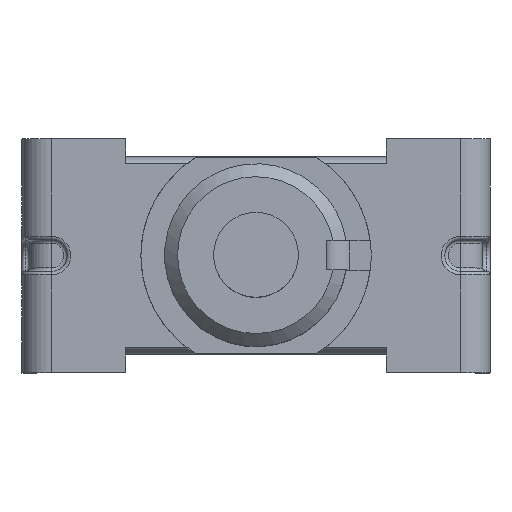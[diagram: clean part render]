
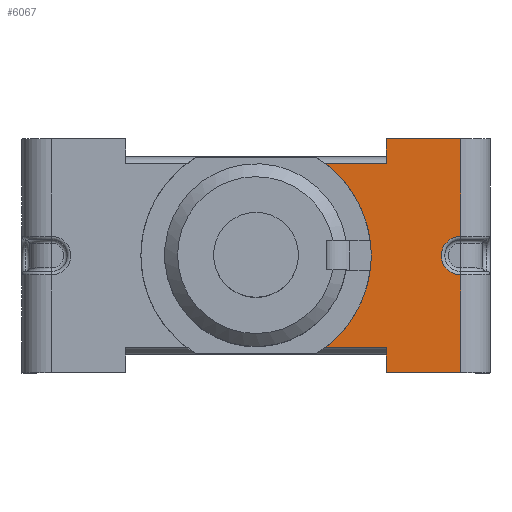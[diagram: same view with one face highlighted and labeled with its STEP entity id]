
A CAD part, top view. The second image highlights one B-rep face of the part: STEP entity #6067.
In plain terms, the highlighted planar face has unit normal (0, 0, 1).
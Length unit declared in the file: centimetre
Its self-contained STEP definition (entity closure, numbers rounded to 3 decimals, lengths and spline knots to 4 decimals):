
#157=PLANE('',#6519);
#420=FACE_OUTER_BOUND('',#789,.T.);
#789=EDGE_LOOP('',(#4500,#4501,#4502,#4503,#4504,#4505,#4506,#4507,#4508,
#4509));
#1240=LINE('',#9355,#1889);
#1241=LINE('',#9357,#1890);
#1242=LINE('',#9359,#1891);
#1243=LINE('',#9361,#1892);
#1244=LINE('',#9365,#1893);
#1245=LINE('',#9367,#1894);
#1246=LINE('',#9369,#1895);
#1247=LINE('',#9370,#1896);
#1889=VECTOR('',#7476,1.);
#1890=VECTOR('',#7477,1.);
#1891=VECTOR('',#7478,1.);
#1892=VECTOR('',#7479,1.);
#1893=VECTOR('',#7482,1.);
#1894=VECTOR('',#7483,1.);
#1895=VECTOR('',#7484,1.);
#1896=VECTOR('',#7485,1.);
#2425=CIRCLE('',#6520,0.4);
#2426=CIRCLE('',#6521,0.067);
#2754=VERTEX_POINT('',#9351);
#2755=VERTEX_POINT('',#9352);
#2756=VERTEX_POINT('',#9354);
#2757=VERTEX_POINT('',#9356);
#2758=VERTEX_POINT('',#9358);
#2759=VERTEX_POINT('',#9360);
#2760=VERTEX_POINT('',#9362);
#2761=VERTEX_POINT('',#9364);
#2762=VERTEX_POINT('',#9366);
#2763=VERTEX_POINT('',#9368);
#3395=EDGE_CURVE('',#2754,#2755,#2425,.T.);
#3396=EDGE_CURVE('',#2755,#2756,#1240,.T.);
#3397=EDGE_CURVE('',#2756,#2757,#1241,.T.);
#3398=EDGE_CURVE('',#2758,#2757,#1242,.T.);
#3399=EDGE_CURVE('',#2758,#2759,#1243,.T.);
#3400=EDGE_CURVE('',#2760,#2759,#2426,.T.);
#3401=EDGE_CURVE('',#2760,#2761,#1244,.T.);
#3402=EDGE_CURVE('',#2762,#2761,#1245,.T.);
#3403=EDGE_CURVE('',#2762,#2763,#1246,.T.);
#3404=EDGE_CURVE('',#2763,#2754,#1247,.T.);
#4500=ORIENTED_EDGE('',*,*,#3395,.T.);
#4501=ORIENTED_EDGE('',*,*,#3396,.T.);
#4502=ORIENTED_EDGE('',*,*,#3397,.T.);
#4503=ORIENTED_EDGE('',*,*,#3398,.F.);
#4504=ORIENTED_EDGE('',*,*,#3399,.T.);
#4505=ORIENTED_EDGE('',*,*,#3400,.F.);
#4506=ORIENTED_EDGE('',*,*,#3401,.T.);
#4507=ORIENTED_EDGE('',*,*,#3402,.F.);
#4508=ORIENTED_EDGE('',*,*,#3403,.T.);
#4509=ORIENTED_EDGE('',*,*,#3404,.T.);
#6067=ADVANCED_FACE('',(#420),#157,.T.);
#6519=AXIS2_PLACEMENT_3D('',#9350,#7472,#7473);
#6520=AXIS2_PLACEMENT_3D('',#9353,#7474,#7475);
#6521=AXIS2_PLACEMENT_3D('',#9363,#7480,#7481);
#7472=DIRECTION('center_axis',(0.,0.,
1.));
#7473=DIRECTION('ref_axis',(-1.,0.,0.));
#7474=DIRECTION('center_axis',(0.,0.,
-1.));
#7475=DIRECTION('ref_axis',(-0.527,0.85,0.));
#7476=DIRECTION('',(1.,0.,0.));
#7477=DIRECTION('',(0.,-1.,0.));
#7478=DIRECTION('',(-1.,0.,0.));
#7479=DIRECTION('',(0.,1.,0.));
#7480=DIRECTION('center_axis',(0.,0.,
1.));
#7481=DIRECTION('ref_axis',(1.,0.,0.));
#7482=DIRECTION('',(0.,1.,0.));
#7483=DIRECTION('',(1.,0.,0.));
#7484=DIRECTION('',(0.,-1.,0.));
#7485=DIRECTION('',(-1.,0.,0.));
#9350=CARTESIAN_POINT('Origin',(0.,0.,
0.993));
#9351=CARTESIAN_POINT('',(0.24,0.32,0.993));
#9352=CARTESIAN_POINT('',(0.24,-0.32,0.993));
#9353=CARTESIAN_POINT('Origin',(0.,0.,
0.993));
#9354=CARTESIAN_POINT('',(0.453,-0.32,0.993));
#9355=CARTESIAN_POINT('',(0.2265,-0.32,0.993));
#9356=CARTESIAN_POINT('',(0.453,-0.4065,0.993));
#9357=CARTESIAN_POINT('',(0.453,-0.2032,0.993));
#9358=CARTESIAN_POINT('',(0.711,-0.4065,0.993));
#9359=CARTESIAN_POINT('',(-0.813,-0.4065,0.993));
#9360=CARTESIAN_POINT('',(0.711,-0.067,0.993));
#9361=CARTESIAN_POINT('',(0.711,-0.2033,0.993));
#9362=CARTESIAN_POINT('',(0.711,0.067,0.993));
#9363=CARTESIAN_POINT('Origin',(0.711,0.,
0.993));
#9364=CARTESIAN_POINT('',(0.711,0.4065,0.993));
#9365=CARTESIAN_POINT('',(0.711,-0.2033,0.993));
#9366=CARTESIAN_POINT('',(0.453,0.4065,0.993));
#9367=CARTESIAN_POINT('',(0.813,0.4065,0.993));
#9368=CARTESIAN_POINT('',(0.453,0.32,0.993));
#9369=CARTESIAN_POINT('',(0.453,0.16,0.993));
#9370=CARTESIAN_POINT('',(-0.2265,0.32,0.993));
